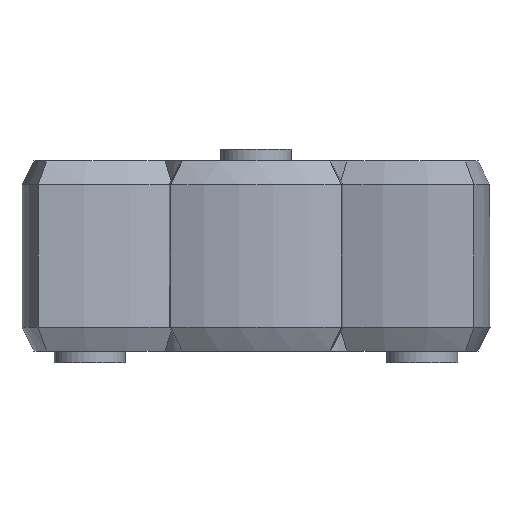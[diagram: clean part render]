
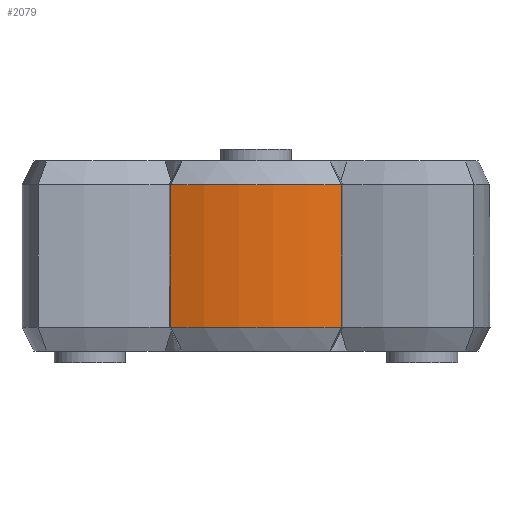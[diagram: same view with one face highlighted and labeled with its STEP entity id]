
A CAD part, front view. The second image highlights one B-rep face of the part: STEP entity #2079.
In plain terms, the highlighted cylindrical face has radius 9.85 mm (diameter 19.7 mm), a partial arc.
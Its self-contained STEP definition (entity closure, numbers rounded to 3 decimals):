
#11 = DIRECTION ( 'NONE',  ( -1., 0., 0. ) ) ;
#62 = LINE ( 'NONE', #744, #1894 ) ;
#120 = CARTESIAN_POINT ( 'NONE',  ( 0., 0., 3. ) ) ;
#195 = DIRECTION ( 'NONE',  ( 0., 0., 1. ) ) ;
#292 = CARTESIAN_POINT ( 'NONE',  ( -3.584, -9.175, -3. ) ) ;
#308 = CARTESIAN_POINT ( 'NONE',  ( -3.584, -9.175, 3. ) ) ;
#334 = DIRECTION ( 'NONE',  ( 0., 0., -1. ) ) ;
#341 = EDGE_CURVE ( 'NONE', #421, #1506, #1531, .T. ) ;
#347 = CYLINDRICAL_SURFACE ( 'NONE', #1962, 9.85 ) ;
#367 = CARTESIAN_POINT ( 'NONE',  ( 0., 0., -3. ) ) ;
#421 = VERTEX_POINT ( 'NONE', #292 ) ;
#506 = CIRCLE ( 'NONE', #2217, 9.85 ) ;
#560 = CIRCLE ( 'NONE', #1693, 9.85 ) ;
#744 = CARTESIAN_POINT ( 'NONE',  ( 3.584, -9.175, -4. ) ) ;
#944 = EDGE_LOOP ( 'NONE', ( #1686, #1938, #1750, #967 ) ) ;
#967 = ORIENTED_EDGE ( 'NONE', *, *, #1560, .T. ) ;
#1024 = VERTEX_POINT ( 'NONE', #2176 ) ;
#1102 = EDGE_CURVE ( 'NONE', #2071, #1024, #62, .T. ) ;
#1159 = DIRECTION ( 'NONE',  ( 0., 0., 1. ) ) ;
#1374 = DIRECTION ( 'NONE',  ( 1., 0., 0. ) ) ;
#1391 = CARTESIAN_POINT ( 'NONE',  ( 3.584, -9.175, -3. ) ) ;
#1402 = FACE_OUTER_BOUND ( 'NONE', #944, .T. ) ;
#1432 = DIRECTION ( 'NONE',  ( 0., 0., 1. ) ) ;
#1495 = VECTOR ( 'NONE', #1159, 1000. ) ;
#1506 = VERTEX_POINT ( 'NONE', #308 ) ;
#1531 = LINE ( 'NONE', #1865, #1495 ) ;
#1560 = EDGE_CURVE ( 'NONE', #1024, #1506, #560, .T. ) ;
#1564 = CARTESIAN_POINT ( 'NONE',  ( 0., 0., 4. ) ) ;
#1686 = ORIENTED_EDGE ( 'NONE', *, *, #341, .F. ) ;
#1693 = AXIS2_PLACEMENT_3D ( 'NONE', #120, #2025, #1374 ) ;
#1750 = ORIENTED_EDGE ( 'NONE', *, *, #1102, .T. ) ;
#1865 = CARTESIAN_POINT ( 'NONE',  ( -3.584, -9.175, -4. ) ) ;
#1894 = VECTOR ( 'NONE', #1432, 1000. ) ;
#1938 = ORIENTED_EDGE ( 'NONE', *, *, #2111, .T. ) ;
#1962 = AXIS2_PLACEMENT_3D ( 'NONE', #1564, #334, #11 ) ;
#2025 = DIRECTION ( 'NONE',  ( 0., 0., -1. ) ) ;
#2066 = DIRECTION ( 'NONE',  ( 1., 0., 0. ) ) ;
#2071 = VERTEX_POINT ( 'NONE', #1391 ) ;
#2079 = ADVANCED_FACE ( 'NONE', ( #1402 ), #347, .T. ) ;
#2111 = EDGE_CURVE ( 'NONE', #421, #2071, #506, .T. ) ;
#2176 = CARTESIAN_POINT ( 'NONE',  ( 3.584, -9.175, 3. ) ) ;
#2217 = AXIS2_PLACEMENT_3D ( 'NONE', #367, #195, #2066 ) ;
